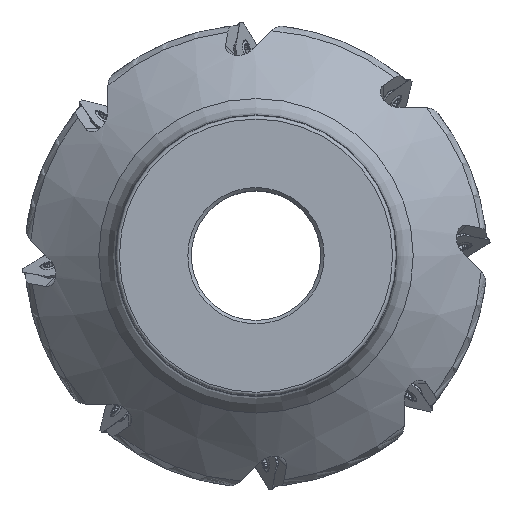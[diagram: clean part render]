
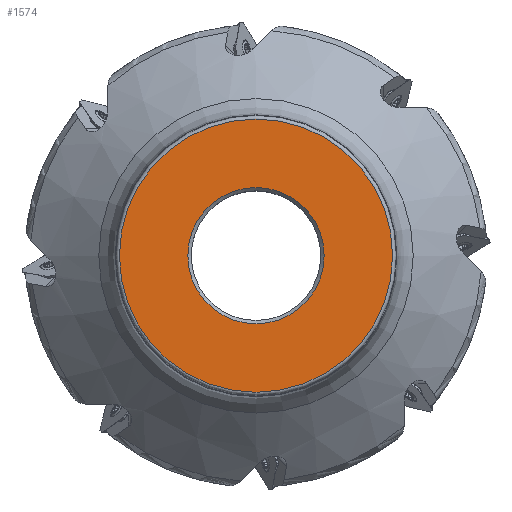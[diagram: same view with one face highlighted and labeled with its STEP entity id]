
A CAD part, top view. The second image highlights one B-rep face of the part: STEP entity #1574.
In plain terms, the highlighted planar face has unit normal (0, 0, 1).
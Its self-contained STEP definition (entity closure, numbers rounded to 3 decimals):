
#1574=ADVANCED_FACE('SU_1',(#3118,#3119),#2290,.F.);
#2290=PLANE('',#16184);
#2801=CIRCLE('',#16182,40.193);
#2802=CIRCLE('',#16183,20.056);
#3118=FACE_BOUND('',#3476,.T.);
#3119=FACE_BOUND('',#3477,.T.);
#3476=EDGE_LOOP('',(#6487));
#3477=EDGE_LOOP('',(#6488));
#6487=ORIENTED_EDGE('',*,*,#12471,.T.);
#6488=ORIENTED_EDGE('',*,*,#12472,.F.);
#10738=VERTEX_POINT('',#25849);
#10739=VERTEX_POINT('',#25851);
#12471=EDGE_CURVE('',#10738,#10738,#2801,.T.);
#12472=EDGE_CURVE('',#10739,#10739,#2802,.T.);
#16182=AXIS2_PLACEMENT_3D('',#25848,#18374,#18375);
#16183=AXIS2_PLACEMENT_3D('',#25850,#18376,#18377);
#16184=AXIS2_PLACEMENT_3D('',#25852,#18378,#18379);
#18374=DIRECTION('',(0.,0.,1.));
#18375=DIRECTION('',(1.,0.,0.));
#18376=DIRECTION('',(0.,0.,1.));
#18377=DIRECTION('',(1.,0.,0.));
#18378=DIRECTION('',(0.,0.,-1.));
#18379=DIRECTION('',(-1.,0.,0.));
#25848=CARTESIAN_POINT('',(0.,0.,0.));
#25849=CARTESIAN_POINT('',(40.193,0.,0.));
#25850=CARTESIAN_POINT('',(0.,0.,0.));
#25851=CARTESIAN_POINT('',(20.056,0.,0.));
#25852=CARTESIAN_POINT('',(-41.193,0.,0.));
